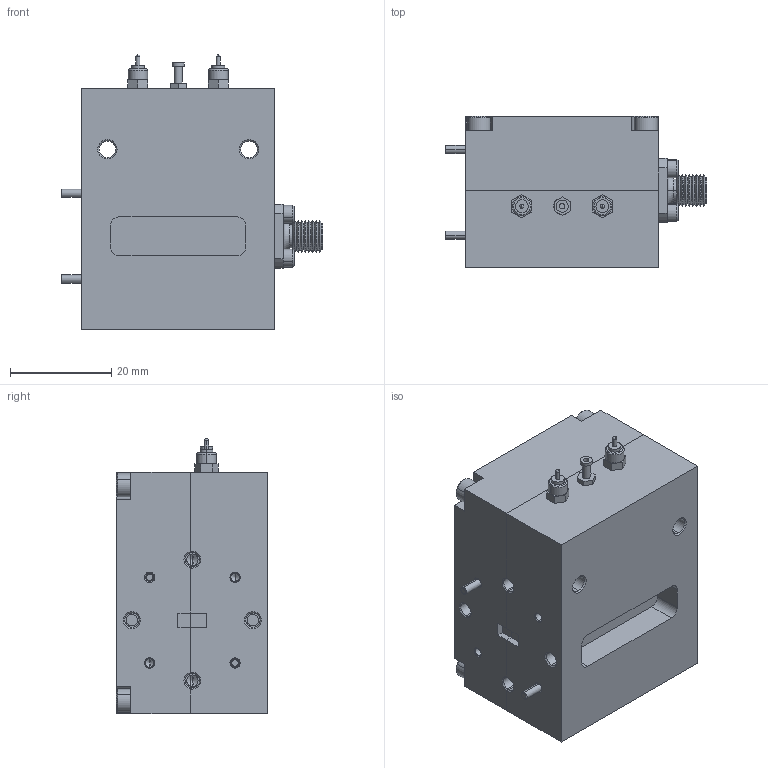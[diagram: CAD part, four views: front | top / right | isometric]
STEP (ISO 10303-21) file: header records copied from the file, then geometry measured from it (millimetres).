
FILE_DESCRIPTION (( 'STEP AP203' ), '1' );
FILE_NAME ('20-131-22 MULTIPLIER ASM, WR-22.STEP', '2022-05-03T15:38:45', ( '' ), ( '' ), 'SwSTEP 2.0', 'SolidWorks 2010', '' );
FILE_SCHEMA (( 'CONFIG_CONTROL_DESIGN' ));
Length unit declared in the file: inch
Products named in the file (10): 20-133-22 TOP BLOCK; AEP 9145-9513-000; 20-132-22 BOTTOM BLOCK; glass bead; SHCS #4-40 x 0.625_HX-SHCS 0.112-40x0.625x0.625-C; SHCS 2-56 X 0.188_HX-SHCS 0.086-56x0.188x0.188-C; 4-40_GROUND_TERMINAL; 0.0625 X 0.3125 PIN; 4-40_FEEDTHRU; 20-131-22 MULTIPLIER ASM, WR-22
Assembly tree (17 placements, depth 2):
  20-131-22 MULTIPLIER ASM, WR-22
    SHCS #4-40 x 0.625_HX-SHCS 0.112-40x0.625x0.625-C  x4
    SHCS 2-56 X 0.188_HX-SHCS 0.086-56x0.188x0.188-C  x4
    0.0625 X 0.3125 PIN  x2
    glass bead
    20-132-22 BOTTOM BLOCK
    4-40_FEEDTHRU  x2
    20-133-22 TOP BLOCK
    4-40_GROUND_TERMINAL
    AEP 9145-9513-000
Bounding box: 51.69 x 29.84 x 54.28 mm (x, y, z)
Volume: 51271.3 mm3; surface area: 17573.2 mm2
Topology: 17 solids, 19 shells, 749 faces, 1696 edges, 998 vertices
Faces by surface type: plane 255, cylinder 238, cone 226, torus 22, bspline 4, sphere 4
Entity records: 16592 total; most frequent: DIRECTION 2896, CARTESIAN_POINT 2662, ORIENTED_EDGE 2420, EDGE_CURVE 1210, AXIS2_PLACEMENT_3D 1135, VERTEX_POINT 749, EDGE_LOOP 643, VECTOR 626
